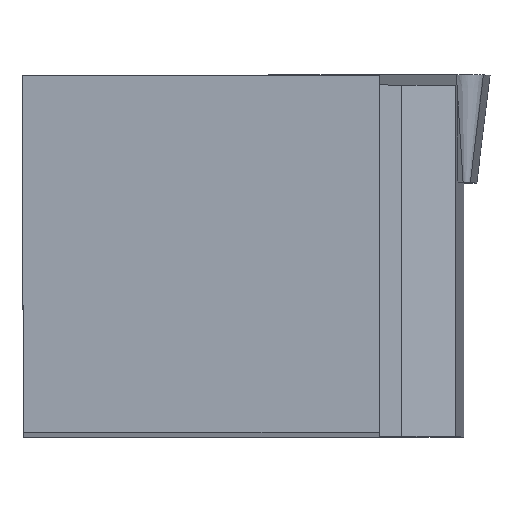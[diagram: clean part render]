
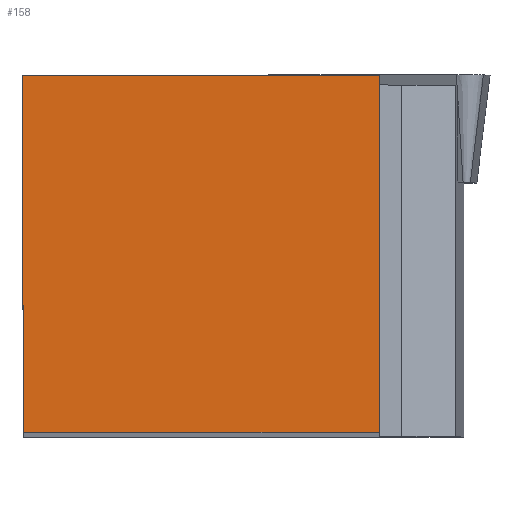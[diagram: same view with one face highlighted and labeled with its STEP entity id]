
A CAD part, top view. The second image highlights one B-rep face of the part: STEP entity #158.
In plain terms, the highlighted planar face has unit normal (0, 0, 1).
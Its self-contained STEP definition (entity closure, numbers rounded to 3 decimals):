
#127=FACE_OUTER_BOUND('',#354,.T.);
#158=ADVANCED_FACE('BLANK_BOXF006',(#127),#183,.F.);
#183=PLANE('',#776);
#204=LINE('',#1063,#259);
#209=LINE('',#1074,#264);
#213=LINE('',#1081,#268);
#241=LINE('',#1185,#296);
#259=VECTOR('',#866,1.);
#264=VECTOR('',#873,1.);
#268=VECTOR('',#879,1.);
#296=VECTOR('',#935,1.);
#354=EDGE_LOOP('',(#472,#473,#474,#475));
#472=ORIENTED_EDGE('',*,*,#609,.T.);
#473=ORIENTED_EDGE('',*,*,#600,.T.);
#474=ORIENTED_EDGE('',*,*,#605,.T.);
#475=ORIENTED_EDGE('',*,*,#643,.T.);
#540=VERTEX_POINT('',#1062);
#541=VERTEX_POINT('',#1064);
#545=VERTEX_POINT('',#1073);
#548=VERTEX_POINT('',#1082);
#600=EDGE_CURVE('',#541,#540,#204,.T.);
#605=EDGE_CURVE('',#540,#545,#209,.T.);
#609=EDGE_CURVE('',#548,#541,#213,.T.);
#643=EDGE_CURVE('',#545,#548,#241,.T.);
#776=AXIS2_PLACEMENT_3D('',#1186,#936,#937);
#866=DIRECTION('',(-1.,0.,0.));
#873=DIRECTION('',(0.004,-1.,0.));
#879=DIRECTION('',(0.,1.,0.));
#935=DIRECTION('',(1.,0.,0.));
#936=DIRECTION('',(0.,0.,-1.));
#937=DIRECTION('',(1.,0.,0.));
#1062=CARTESIAN_POINT('',(0.,7.9,0.));
#1063=CARTESIAN_POINT('',(70.35,7.9,0.));
#1064=CARTESIAN_POINT('',(7.9,7.9,0.));
#1073=CARTESIAN_POINT('',(0.034,0.,0.));
#1074=CARTESIAN_POINT('',(-0.272,70.349,0.));
#1081=CARTESIAN_POINT('',(7.9,-70.35,0.));
#1082=CARTESIAN_POINT('',(7.9,0.,0.));
#1185=CARTESIAN_POINT('',(-70.35,0.,0.));
#1186=CARTESIAN_POINT('',(19.35,-5.,0.));
